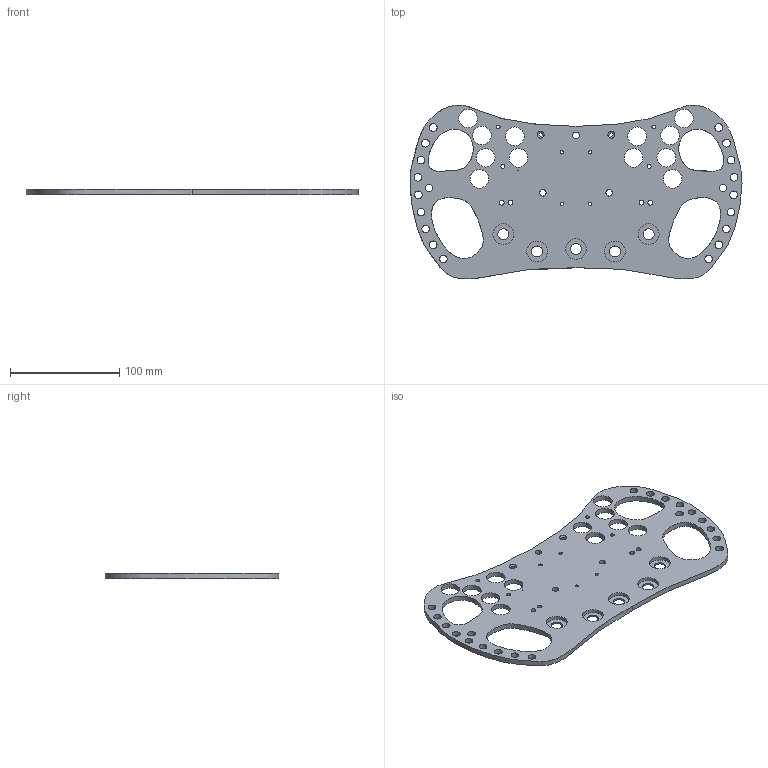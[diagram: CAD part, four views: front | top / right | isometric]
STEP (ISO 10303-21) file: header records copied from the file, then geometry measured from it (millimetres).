
FILE_DESCRIPTION(/* description */ (''),/* implementation_level */ '2;1');
FILE_NAME(/* name */ 'Front Plate.step',/* time_stamp */ '2020-10-26T19:43:34-05:00',/* author */ (''),/* organization */ (''),/* preprocessor_version */ 'ST-DEVELOPER v18.1',/* originating_system */ 'Autodesk Translation Framework v9.3.0.1241',/* authorisation */ '');
FILE_SCHEMA (('AUTOMOTIVE_DESIGN { 1 0 10303 214 3 1 1 }'));
Length unit declared in the file: millimetre
Products named in the file (1): Front Plate
Bounding box: 303.5 x 158.85 x 4.77 mm (x, y, z)
Volume: 125376.8 mm3; surface area: 74593.2 mm2
Topology: 1 solids, 1 shells, 76 faces, 206 edges, 137 vertices
Faces by surface type: cylinder 60, plane 7, bspline 7, cone 2
Full cylindrical faces by diameter (mm): 3 x4, 3.5 x6, 4.5 x4, 6 x3, 7 x20, 10 x5, 17 x12, 19 x5
Entity records: 4394 total; most frequent: CARTESIAN_POINT 2142, DIRECTION 454, ORIENTED_EDGE 412, EDGE_CURVE 206, EDGE_LOOP 199, AXIS2_PLACEMENT_3D 192, VERTEX_POINT 137, FACE_BOUND 123
